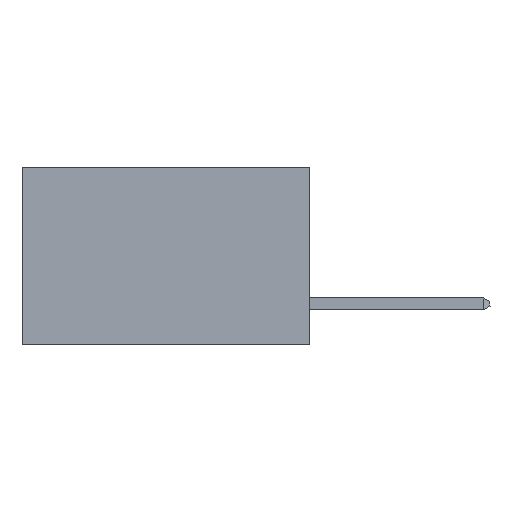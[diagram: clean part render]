
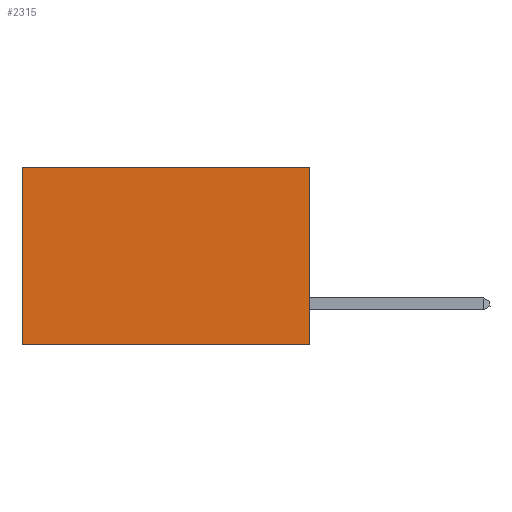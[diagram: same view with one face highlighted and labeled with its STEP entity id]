
A CAD part, left-side view. The second image highlights one B-rep face of the part: STEP entity #2315.
In plain terms, the highlighted planar face has unit normal (-1, 0, 0).
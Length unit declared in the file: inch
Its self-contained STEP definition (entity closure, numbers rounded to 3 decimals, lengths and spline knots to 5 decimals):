
#107 = CARTESIAN_POINT ( 'NONE',  ( 0.2875, 0., 0. ) ) ;
#360 = CARTESIAN_POINT ( 'NONE',  ( 0.2875, 0.6, -0.37 ) ) ;
#563 = FACE_OUTER_BOUND ( 'NONE', #3833, .T. ) ;
#644 = LINE ( 'NONE', #2457, #4129 ) ;
#1118 = AXIS2_PLACEMENT_3D ( 'NONE', #3034, #7213, #5925 ) ;
#1161 = ORIENTED_EDGE ( 'NONE', *, *, #5293, .T. ) ;
#1275 = VERTEX_POINT ( 'NONE', #7322 ) ;
#1330 = VECTOR ( 'NONE', #4142, 39.37008 ) ;
#1534 = VERTEX_POINT ( 'NONE', #360 ) ;
#2024 = VECTOR ( 'NONE', #6019, 39.37008 ) ;
#2084 = CARTESIAN_POINT ( 'NONE',  ( 0.2875, 0.6, 0. ) ) ;
#2128 = CARTESIAN_POINT ( 'NONE',  ( 0.2875, 0., 0. ) ) ;
#2209 = ORIENTED_EDGE ( 'NONE', *, *, #8064, .T. ) ;
#2315 = ADVANCED_FACE ( 'NONE', ( #563 ), #7727, .F. ) ;
#2318 = CARTESIAN_POINT ( 'NONE',  ( 0.2875, 0., 0. ) ) ;
#2457 = CARTESIAN_POINT ( 'NONE',  ( 0.2875, 0., -0.37 ) ) ;
#2723 = EDGE_CURVE ( 'NONE', #1275, #1534, #644, .T. ) ;
#2847 = VECTOR ( 'NONE', #6902, 39.37008 ) ;
#3034 = CARTESIAN_POINT ( 'NONE',  ( 0.2875, 0., 0. ) ) ;
#3833 = EDGE_LOOP ( 'NONE', ( #1161, #6502, #4630, #2209 ) ) ;
#4129 = VECTOR ( 'NONE', #5149, 39.37008 ) ;
#4142 = DIRECTION ( 'NONE',  ( 0., 0., -1. ) ) ;
#4630 = ORIENTED_EDGE ( 'NONE', *, *, #7915, .F. ) ;
#5149 = DIRECTION ( 'NONE',  ( 0., 1., 0. ) ) ;
#5293 = EDGE_CURVE ( 'NONE', #5296, #1534, #5467, .T. ) ;
#5296 = VERTEX_POINT ( 'NONE', #2084 ) ;
#5467 = LINE ( 'NONE', #7418, #1330 ) ;
#5925 = DIRECTION ( 'NONE',  ( 0., 0., -1. ) ) ;
#5963 = LINE ( 'NONE', #107, #2024 ) ;
#6019 = DIRECTION ( 'NONE',  ( 0., 0., -1. ) ) ;
#6502 = ORIENTED_EDGE ( 'NONE', *, *, #2723, .F. ) ;
#6902 = DIRECTION ( 'NONE',  ( 0., 1., 0. ) ) ;
#7213 = DIRECTION ( 'NONE',  ( 1., 0., 0. ) ) ;
#7322 = CARTESIAN_POINT ( 'NONE',  ( 0.2875, 0., -0.37 ) ) ;
#7418 = CARTESIAN_POINT ( 'NONE',  ( 0.2875, 0.6, 0. ) ) ;
#7429 = VERTEX_POINT ( 'NONE', #2128 ) ;
#7727 = PLANE ( 'NONE',  #1118 ) ;
#7915 = EDGE_CURVE ( 'NONE', #7429, #1275, #5963, .T. ) ;
#8064 = EDGE_CURVE ( 'NONE', #7429, #5296, #8215, .T. ) ;
#8215 = LINE ( 'NONE', #2318, #2847 ) ;
